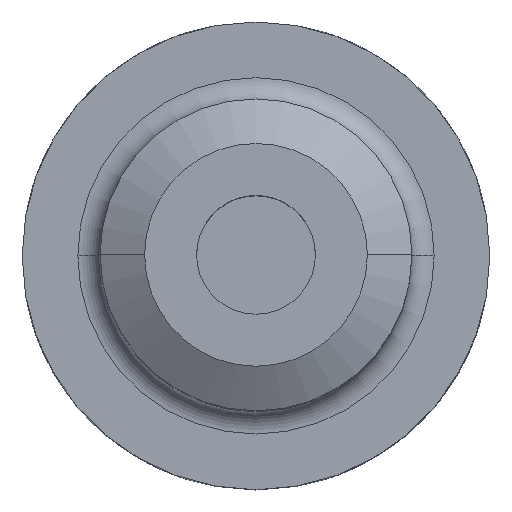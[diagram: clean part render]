
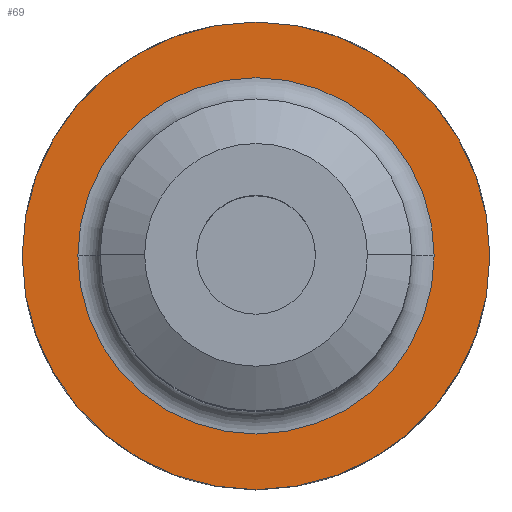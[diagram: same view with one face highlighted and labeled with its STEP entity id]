
A CAD part, top view. The second image highlights one B-rep face of the part: STEP entity #69.
In plain terms, the highlighted planar face has unit normal (0, 0, 1).
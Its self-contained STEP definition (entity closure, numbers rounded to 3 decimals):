
#69 = ADVANCED_FACE ( 'NONE', ( #1647, #2675 ), #1989, .F. ) ;
#296 = DIRECTION ( 'NONE',  ( 1., 0., 0. ) ) ;
#381 = CARTESIAN_POINT ( 'NONE',  ( 31.5, 0., 22. ) ) ;
#387 = VERTEX_POINT ( 'NONE', #381 ) ;
#444 = AXIS2_PLACEMENT_3D ( 'NONE', #4995, #2655, #296 ) ;
#470 = VERTEX_POINT ( 'NONE', #1653 ) ;
#562 = EDGE_CURVE ( 'NONE', #387, #598, #2289, .T. ) ;
#598 = VERTEX_POINT ( 'NONE', #2602 ) ;
#620 = CARTESIAN_POINT ( 'NONE',  ( 0., 0., 22. ) ) ;
#733 = DIRECTION ( 'NONE',  ( 0., 0., -1. ) ) ;
#736 = EDGE_CURVE ( 'NONE', #598, #387, #4229, .T. ) ;
#1009 = DIRECTION ( 'NONE',  ( -1., 0., 0. ) ) ;
#1034 = CARTESIAN_POINT ( 'NONE',  ( 0., 0., 22. ) ) ;
#1198 = EDGE_CURVE ( 'NONE', #3529, #470, #2705, .T. ) ;
#1331 = EDGE_LOOP ( 'NONE', ( #2023, #1901 ) ) ;
#1427 = DIRECTION ( 'NONE',  ( 1., 0., 0. ) ) ;
#1647 = FACE_BOUND ( 'NONE', #1331, .T. ) ;
#1653 = CARTESIAN_POINT ( 'NONE',  ( -24., 0., 22. ) ) ;
#1703 = ORIENTED_EDGE ( 'NONE', *, *, #736, .T. ) ;
#1797 = CARTESIAN_POINT ( 'NONE',  ( 0., 0., 22. ) ) ;
#1893 = ORIENTED_EDGE ( 'NONE', *, *, #562, .T. ) ;
#1901 = ORIENTED_EDGE ( 'NONE', *, *, #1198, .T. ) ;
#1922 = CIRCLE ( 'NONE', #5000, 24. ) ;
#1989 = PLANE ( 'NONE',  #2871 ) ;
#2023 = ORIENTED_EDGE ( 'NONE', *, *, #2657, .T. ) ;
#2185 = CARTESIAN_POINT ( 'NONE',  ( 0., 0., 22. ) ) ;
#2195 = DIRECTION ( 'NONE',  ( -1., 0., 0. ) ) ;
#2289 = CIRCLE ( 'NONE', #3953, 31.5 ) ;
#2602 = CARTESIAN_POINT ( 'NONE',  ( -31.5, 0., 22. ) ) ;
#2655 = DIRECTION ( 'NONE',  ( 0., 0., 1. ) ) ;
#2657 = EDGE_CURVE ( 'NONE', #470, #3529, #1922, .T. ) ;
#2675 = FACE_OUTER_BOUND ( 'NONE', #4846, .T. ) ;
#2705 = CIRCLE ( 'NONE', #3334, 24. ) ;
#2871 = AXIS2_PLACEMENT_3D ( 'NONE', #2185, #733, #5036 ) ;
#3334 = AXIS2_PLACEMENT_3D ( 'NONE', #1797, #4510, #2195 ) ;
#3367 = DIRECTION ( 'NONE',  ( 0., 0., -1. ) ) ;
#3529 = VERTEX_POINT ( 'NONE', #5104 ) ;
#3764 = DIRECTION ( 'NONE',  ( 0., 0., 1. ) ) ;
#3953 = AXIS2_PLACEMENT_3D ( 'NONE', #1034, #3764, #1427 ) ;
#4229 = CIRCLE ( 'NONE', #444, 31.5 ) ;
#4510 = DIRECTION ( 'NONE',  ( 0., 0., -1. ) ) ;
#4846 = EDGE_LOOP ( 'NONE', ( #1893, #1703 ) ) ;
#4995 = CARTESIAN_POINT ( 'NONE',  ( 0., 0., 22. ) ) ;
#5000 = AXIS2_PLACEMENT_3D ( 'NONE', #620, #3367, #1009 ) ;
#5036 = DIRECTION ( 'NONE',  ( -1., 0., 0. ) ) ;
#5104 = CARTESIAN_POINT ( 'NONE',  ( 24., 0., 22. ) ) ;
